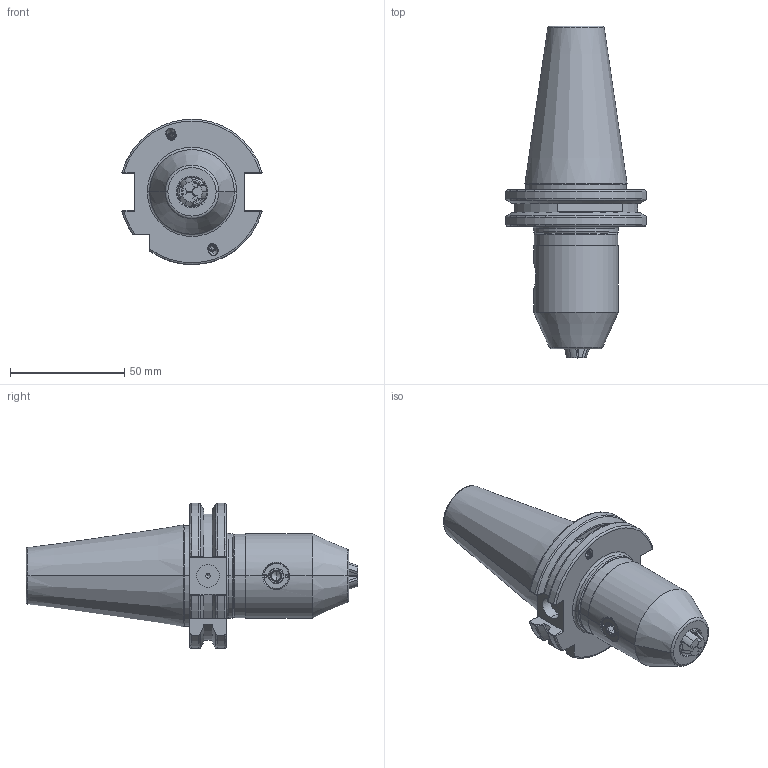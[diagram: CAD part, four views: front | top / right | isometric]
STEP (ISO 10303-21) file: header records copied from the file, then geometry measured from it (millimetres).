
FILE_DESCRIPTION (( 'STEP AP203' ), '1' );
FILE_NAME ('403.15.08-SK22317.STEP', '2017-04-10T10:17:41', ( '' ), ( '' ), 'SwSTEP 2.0', 'SolidWorks 2013', '' );
FILE_SCHEMA (( 'CONFIG_CONTROL_DESIGN' ));
Length unit declared in the file: millimetre
Products named in the file (14): 12201-10305F; SAC0003; 1331201-01E; KR02-9106; 1331201-0200E; 1331201F-; 1331201-03B; SK22317-01E_研磨; 1331201-04E; KM10-2013; 1331201-05B-; 403.15.08-SK22317; 1331201-06B; 1331201-08C
Assembly tree (18 placements, depth 3):
  403.15.08-SK22317
    1331201F-
      1331201-01E
      1331201-0200E
      1331201-03B
      1331201-04E
      1331201-05B-
      1331201-06B
      1331201-08C
      12201-10305F  x3
      SAC0003
      KR02-9106
    SK22317-01E_研磨
    KM10-2013  x4
Bounding box: 61.22 x 145.02 x 63.41 mm (x, y, z)
Volume: 144320.7 mm3; surface area: 49013.1 mm2
Topology: 17 solids, 17 shells, 736 faces, 1825 edges, 1140 vertices
Faces by surface type: plane 270, cylinder 168, cone 162, torus 93, bspline 43
Entity records: 25305 total; most frequent: CARTESIAN_POINT 8939, ORIENTED_EDGE 3158, DIRECTION 3043, EDGE_CURVE 1579, AXIS2_PLACEMENT_3D 1233, VERTEX_POINT 990, EDGE_LOOP 699, FACE_OUTER_BOUND 639
